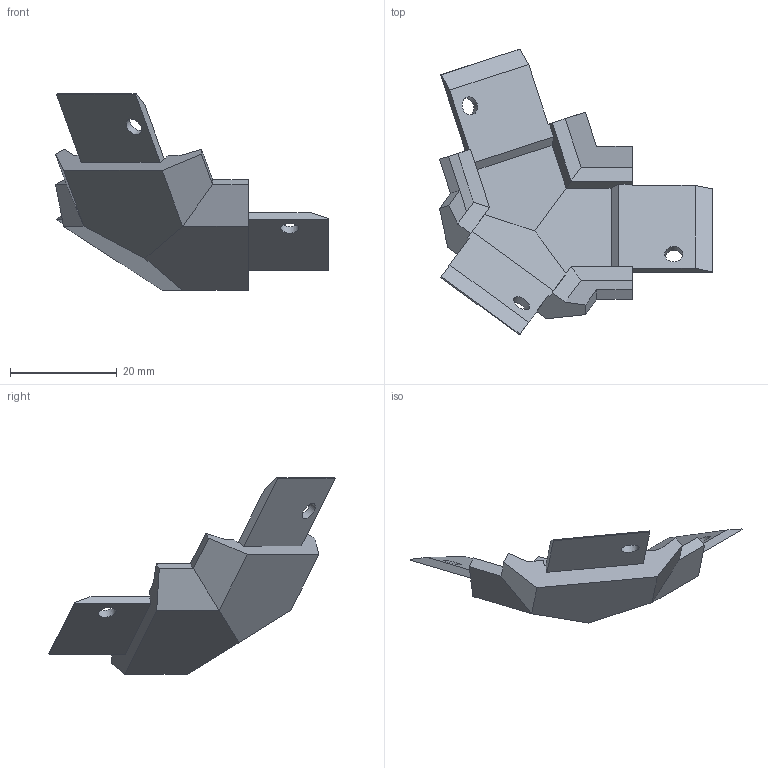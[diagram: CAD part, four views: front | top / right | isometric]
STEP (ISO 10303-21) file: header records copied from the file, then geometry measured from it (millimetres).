
FILE_DESCRIPTION(/* description */ (''),/* implementation_level */ '2;1');
FILE_NAME(/* name */ 'Corner Cover x 15.step',/* time_stamp */ '2023-10-02T16:17:54-04:00',/* author */ (''),/* organization */ (''),/* preprocessor_version */ 'ST-DEVELOPER v20',/* originating_system */ 'Autodesk Translation Framework v12.9.0.99',/* authorisation */ '');
FILE_SCHEMA (('AUTOMOTIVE_DESIGN { 1 0 10303 214 3 1 1 }'));
Length unit declared in the file: millimetre
Products named in the file (2): LED Dodecahedron LED Cutout; 3D Printed Parts
Assembly tree (1 placements, depth 2):
  LED Dodecahedron LED Cutout
    3D Printed Parts
Bounding box: 51.13 x 53.59 x 36.89 mm (x, y, z)
Volume: 5744.2 mm3; surface area: 5185.7 mm2
Topology: 1 solids, 1 shells, 70 faces, 193 edges, 125 vertices
Faces by surface type: plane 67, cylinder 3
Full cylindrical faces by diameter (mm): 3.4 x3
Entity records: 2240 total; most frequent: CARTESIAN_POINT 391, ORIENTED_EDGE 386, DIRECTION 345, EDGE_CURVE 193, LINE 187, VECTOR 187, VERTEX_POINT 125, AXIS2_PLACEMENT_3D 79
